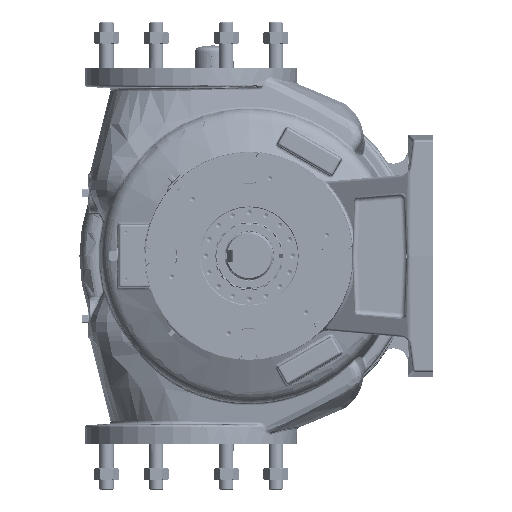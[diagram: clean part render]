
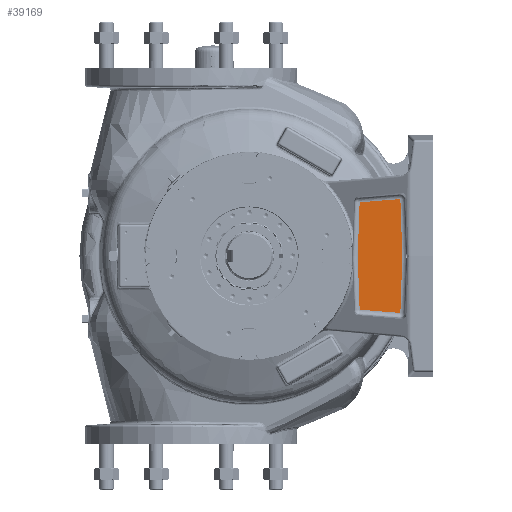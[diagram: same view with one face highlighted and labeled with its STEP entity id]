
A CAD part, left-side view. The second image highlights one B-rep face of the part: STEP entity #39169.
In plain terms, the highlighted planar face has unit normal (-1, 0, 0).
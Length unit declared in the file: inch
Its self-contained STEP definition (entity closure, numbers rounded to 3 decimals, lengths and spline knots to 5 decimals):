
#16105 = ORIENTED_EDGE ( 'NONE', *, *, #213379, .F. ) ;
#20382 = CARTESIAN_POINT ( 'NONE',  ( -26.0625, -2.33894, 2.51557 ) ) ;
#25121 = DIRECTION ( 'NONE',  ( 0., 0.035, -0.999 ) ) ;
#26014 = CARTESIAN_POINT ( 'NONE',  ( -26.0625, -4.11601, -43.23548 ) ) ;
#31396 = LINE ( 'NONE', #68609, #152689 ) ;
#39169 = ADVANCED_FACE ( 'Defeatured_0_2398', ( #93276 ), #237864, .F. ) ;
#42566 = CARTESIAN_POINT ( 'NONE',  ( -26.0625, -7.93526, 0. ) ) ;
#56793 = CARTESIAN_POINT ( 'NONE',  ( -26.0625, -7.83231, 2.94791 ) ) ;
#57041 = EDGE_LOOP ( 'NONE', ( #218343, #224850, #229527, #107469, #16105, #237435 ) ) ;
#66093 = DIRECTION ( 'NONE',  ( 0., -0.997, 0.078 ) ) ;
#67411 = VERTEX_POINT ( 'NONE', #42566 ) ;
#68609 = CARTESIAN_POINT ( 'NONE',  ( -26.0625, -5.50437, -2.76469 ) ) ;
#70555 = VERTEX_POINT ( 'NONE', #254078 ) ;
#71615 = LINE ( 'NONE', #92825, #239375 ) ;
#71743 = DIRECTION ( 'NONE',  ( 0., -0.035, 0.999 ) ) ;
#82681 = CARTESIAN_POINT ( 'NONE',  ( -26.0625, -9.44304, -43.17717 ) ) ;
#92825 = CARTESIAN_POINT ( 'NONE',  ( -26.0625, -7.82336, -3.20439 ) ) ;
#93276 = FACE_OUTER_BOUND ( 'NONE', #57041, .T. ) ;
#105609 = DIRECTION ( 'NONE',  ( 0., -0.035, -0.999 ) ) ;
#107260 = EDGE_CURVE ( 'Defeatured_0_2345+Defeatured_0_2398+Defeatured_0_2346+Defeatured_0_2399', #192576, #256677, #31396, .T. ) ;
#107469 = ORIENTED_EDGE ( 'NONE', *, *, #107260, .F. ) ;
#115549 = AXIS2_PLACEMENT_3D ( 'NONE', #191010, #260810, #128274 ) ;
#118435 = LINE ( 'NONE', #247663, #239703 ) ;
#128274 = DIRECTION ( 'NONE',  ( 0., 0., -1. ) ) ;
#128480 = VECTOR ( 'NONE', #66093, 39.37008 ) ;
#132233 = CARTESIAN_POINT ( 'NONE',  ( -26.0625, -5.62582, 0. ) ) ;
#133011 = DIRECTION ( 'NONE',  ( 0., 0.035, 0.999 ) ) ;
#152689 = VECTOR ( 'NONE', #295187, 39.37008 ) ;
#153452 = VERTEX_POINT ( 'NONE', #56793 ) ;
#156911 = EDGE_CURVE ( 'Defeatured_0_2343+Defeatured_0_2398+Defeatured_0_2341+Defeatured_0_2347', #153452, #67411, #167827, .T. ) ;
#158398 = VECTOR ( 'NONE', #71743, 39.37008 ) ;
#167827 = LINE ( 'NONE', #82681, #282121 ) ;
#191010 = CARTESIAN_POINT ( 'NONE',  ( -26.0625, -5.94465, -43.29934 ) ) ;
#192576 = VERTEX_POINT ( 'NONE', #269066 ) ;
#198257 = VERTEX_POINT ( 'NONE', #132233 ) ;
#201474 = CARTESIAN_POINT ( 'NONE',  ( -26.0625, -5.72297, -2.7819 ) ) ;
#213379 = EDGE_CURVE ( 'Defeatured_0_2347+Defeatured_0_2398+Defeatured_0_2343+Defeatured_0_2346', #67411, #192576, #71615, .T. ) ;
#218343 = ORIENTED_EDGE ( 'NONE', *, *, #257758, .F. ) ;
#218942 = LINE ( 'NONE', #26014, #158398 ) ;
#224850 = ORIENTED_EDGE ( 'NONE', *, *, #251566, .F. ) ;
#229527 = ORIENTED_EDGE ( 'NONE', *, *, #289817, .F. ) ;
#237435 = ORIENTED_EDGE ( 'NONE', *, *, #156911, .F. ) ;
#237864 = PLANE ( 'NONE',  #115549 ) ;
#239375 = VECTOR ( 'NONE', #25121, 39.37008 ) ;
#239703 = VECTOR ( 'NONE', #133011, 39.37008 ) ;
#242620 = LINE ( 'NONE', #20382, #128480 ) ;
#247663 = CARTESIAN_POINT ( 'NONE',  ( -26.0625, -5.62552, 0.00857 ) ) ;
#251566 = EDGE_CURVE ( 'Defeatured_0_2483+Defeatured_0_2398+Defeatured_0_2485+Defeatured_0_2396', #198257, #70555, #218942, .T. ) ;
#254078 = CARTESIAN_POINT ( 'NONE',  ( -26.0625, -5.72297, 2.7819 ) ) ;
#256677 = VERTEX_POINT ( 'NONE', #201474 ) ;
#257758 = EDGE_CURVE ( 'Defeatured_0_2344+Defeatured_0_2398+Defeatured_0_2396+Defeatured_0_2341', #70555, #153452, #242620, .T. ) ;
#260810 = DIRECTION ( 'NONE',  ( 1., 0., 0. ) ) ;
#269066 = CARTESIAN_POINT ( 'NONE',  ( -26.0625, -7.83231, -2.94791 ) ) ;
#282121 = VECTOR ( 'NONE', #105609, 39.37008 ) ;
#289817 = EDGE_CURVE ( 'Defeatured_0_2485+Defeatured_0_2398+Defeatured_0_2399+Defeatured_0_2483', #256677, #198257, #118435, .T. ) ;
#295187 = DIRECTION ( 'NONE',  ( 0., 0.997, 0.078 ) ) ;
